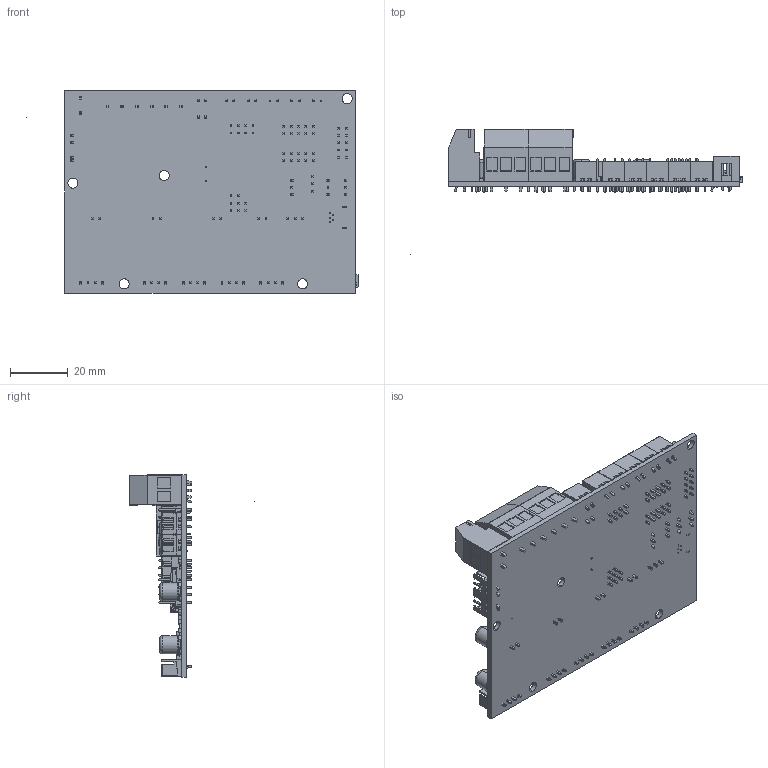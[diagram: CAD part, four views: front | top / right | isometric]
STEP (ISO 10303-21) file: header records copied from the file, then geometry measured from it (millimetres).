
FILE_DESCRIPTION (( 'STEP AP214' ), '1' );
FILE_NAME ('MKS_Robin.STEP', '2021-08-30T10:36:02', ( '' ), ( '' ), 'SwSTEP 2.0', 'SolidWorks 2021', '' );
FILE_SCHEMA (( 'AUTOMOTIVE_DESIGN' ));
Length unit declared in the file: millimetre
Products named in the file (1): MKS_Robin
Bounding box: 115.22 x 43.51 x 70.3 mm (x, y, z)
Volume: 25036.1 mm3; surface area: 40301.3 mm2
Topology: 885 solids, 885 shells, 10798 faces, 25953 edges, 16929 vertices
Faces by surface type: plane 9215, cylinder 1219, bspline 238, torus 48, sphere 48, cone 30
Entity records: 324018 total; most frequent: CARTESIAN_POINT 65408, ORIENTED_EDGE 51842, DIRECTION 48022, EDGE_CURVE 25921, LINE 21264, VECTOR 21264, VERTEX_POINT 16929, AXIS2_PLACEMENT_3D 13379
